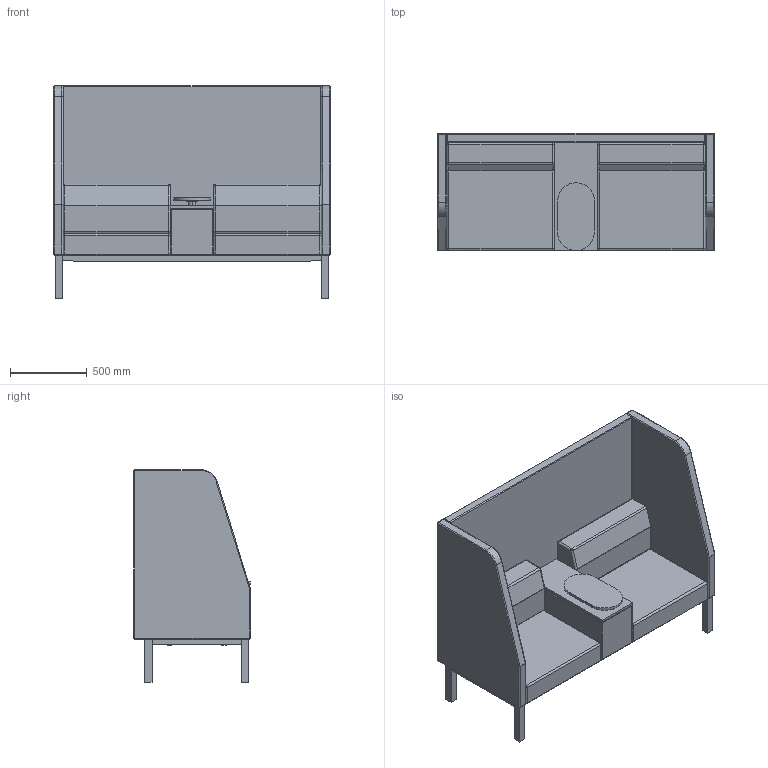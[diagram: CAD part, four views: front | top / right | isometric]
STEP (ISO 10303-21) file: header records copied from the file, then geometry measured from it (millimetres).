
FILE_DESCRIPTION(/* description */ (''),/* implementation_level */ '2;1');
FILE_NAME(/* name */ '5082-134',/* time_stamp */ '2016-09-14T14:11:34+02:00',/* author */ (''),/* organization */ (''),/* preprocessor_version */ 'ST-DEVELOPER v15',/* originating_system */ '',/* authorisation */ '');
FILE_SCHEMA (('CONFIG_CONTROL_DESIGN'));
Length unit declared in the file: millimetre
Products named in the file (1): Document
Bounding box: 1800 x 760 x 1380 mm (x, y, z)
Volume: 408983497.8 mm3; surface area: 14058696.5 mm2
Topology: 16 solids, 21 shells, 313 faces, 636 edges, 360 vertices
Faces by surface type: bspline 204, plane 109
Entity records: 7848 total; most frequent: CARTESIAN_POINT 3937, ORIENTED_EDGE 1218, EDGE_CURVE 628, VERTEX_POINT 352, EDGE_LOOP 314, ADVANCED_FACE 313, FACE_OUTER_BOUND 313, B_SPLINE_CURVE_WITH_KNOTS 302
